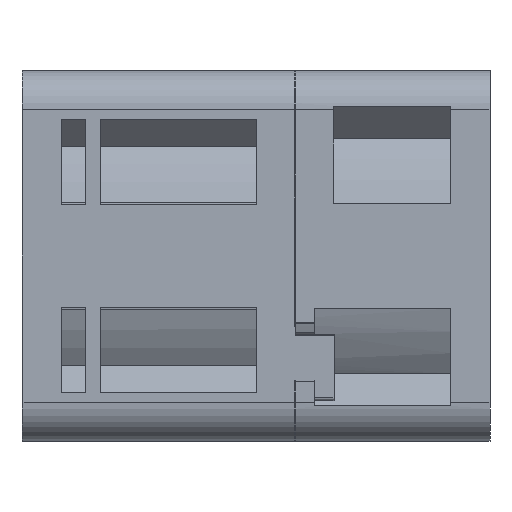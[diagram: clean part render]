
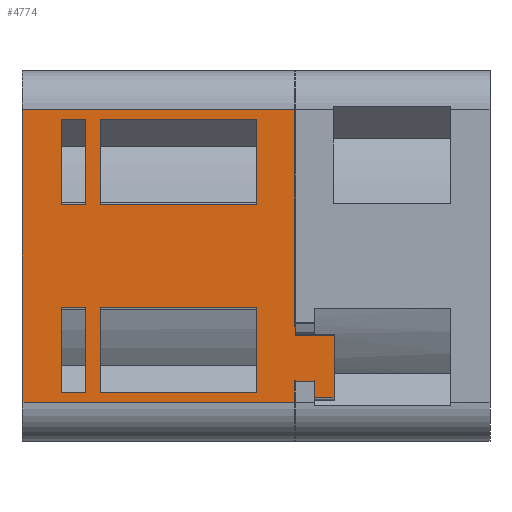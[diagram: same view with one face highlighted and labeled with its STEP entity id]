
A CAD part, left-side view. The second image highlights one B-rep face of the part: STEP entity #4774.
In plain terms, the highlighted planar face has unit normal (-1, 0, 0).
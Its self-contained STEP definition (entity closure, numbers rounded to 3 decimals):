
#486=DIRECTION('',(0.,0.,-1.));
#487=VECTOR('',#486,30.);
#488=CARTESIAN_POINT('',(-19.,28.,15.));
#489=LINE('',#488,#487);
#1054=DIRECTION('',(0.,-1.,0.));
#1055=VECTOR('',#1054,28.);
#1056=CARTESIAN_POINT('',(-19.,28.,-15.));
#1057=LINE('',#1056,#1055);
#1058=DIRECTION('',(0.,1.,0.));
#1059=VECTOR('',#1058,2.);
#1060=CARTESIAN_POINT('',(-19.,-2.,-12.9));
#1061=LINE('',#1060,#1059);
#1062=DIRECTION('',(0.,0.,-1.));
#1063=VECTOR('',#1062,2.1);
#1064=CARTESIAN_POINT('',(-19.,0.,-12.9));
#1065=LINE('',#1064,#1063);
#1066=DIRECTION('',(0.,0.,-1.));
#1067=VECTOR('',#1066,23.166);
#1068=CARTESIAN_POINT('',(-19.,0.,15.));
#1069=LINE('',#1068,#1067);
#1070=DIRECTION('',(0.,-1.,0.));
#1071=VECTOR('',#1070,4.);
#1072=CARTESIAN_POINT('',(-19.,0.,-8.166));
#1073=LINE('',#1072,#1071);
#1074=DIRECTION('',(0.,0.,-1.));
#1075=VECTOR('',#1074,8.8);
#1076=CARTESIAN_POINT('',(-19.,24.,-5.25));
#1077=LINE('',#1076,#1075);
#1078=DIRECTION('',(0.,-1.,0.));
#1079=VECTOR('',#1078,2.5);
#1080=CARTESIAN_POINT('',(-19.,24.,-14.05));
#1081=LINE('',#1080,#1079);
#1082=DIRECTION('',(0.,0.,1.));
#1083=VECTOR('',#1082,8.8);
#1084=CARTESIAN_POINT('',(-19.,21.5,-14.05));
#1085=LINE('',#1084,#1083);
#1086=DIRECTION('',(0.,0.,1.));
#1087=VECTOR('',#1086,8.8);
#1088=CARTESIAN_POINT('',(-19.,4.,5.25));
#1089=LINE('',#1088,#1087);
#1090=DIRECTION('',(0.,0.,-1.));
#1091=VECTOR('',#1090,8.8);
#1092=CARTESIAN_POINT('',(-19.,20.,14.05));
#1093=LINE('',#1092,#1091);
#1094=DIRECTION('',(0.,0.,1.));
#1095=VECTOR('',#1094,8.8);
#1096=CARTESIAN_POINT('',(-19.,4.,-14.05));
#1097=LINE('',#1096,#1095);
#1098=DIRECTION('',(0.,0.,-1.));
#1099=VECTOR('',#1098,8.8);
#1100=CARTESIAN_POINT('',(-19.,20.,-5.25));
#1101=LINE('',#1100,#1099);
#1102=DIRECTION('',(0.,-1.,0.));
#1103=VECTOR('',#1102,16.);
#1104=CARTESIAN_POINT('',(-19.,20.,-14.05));
#1105=LINE('',#1104,#1103);
#1106=DIRECTION('',(0.,0.,1.));
#1107=VECTOR('',#1106,8.8);
#1108=CARTESIAN_POINT('',(-19.,21.5,5.25));
#1109=LINE('',#1108,#1107);
#1110=DIRECTION('',(0.,0.,-1.));
#1111=VECTOR('',#1110,8.8);
#1112=CARTESIAN_POINT('',(-19.,24.,14.05));
#1113=LINE('',#1112,#1111);
#1114=DIRECTION('',(0.,0.,-1.));
#1115=VECTOR('',#1114,1.628);
#1116=CARTESIAN_POINT('',(-19.,-2.,-12.9));
#1117=LINE('',#1116,#1115);
#1141=DIRECTION('',(0.,-1.,0.));
#1142=VECTOR('',#1141,2.);
#1143=CARTESIAN_POINT('',(-19.,-2.,-14.528));
#1144=LINE('',#1143,#1142);
#1163=DIRECTION('',(0.,0.,1.));
#1164=VECTOR('',#1163,6.362);
#1165=CARTESIAN_POINT('',(-19.,-4.,-14.528));
#1166=LINE('',#1165,#1164);
#1201=DIRECTION('',(0.,1.,0.));
#1202=VECTOR('',#1201,28.);
#1203=CARTESIAN_POINT('',(-19.,0.,15.));
#1204=LINE('',#1203,#1202);
#1213=DIRECTION('',(0.,-1.,0.));
#1214=VECTOR('',#1213,2.5);
#1215=CARTESIAN_POINT('',(-19.,24.,-5.25));
#1216=LINE('',#1215,#1214);
#1249=DIRECTION('',(0.,1.,0.));
#1250=VECTOR('',#1249,16.);
#1251=CARTESIAN_POINT('',(-19.,4.,5.25));
#1252=LINE('',#1251,#1250);
#1271=DIRECTION('',(0.,-1.,0.));
#1272=VECTOR('',#1271,16.);
#1273=CARTESIAN_POINT('',(-19.,20.,14.05));
#1274=LINE('',#1273,#1272);
#1315=DIRECTION('',(0.,-1.,0.));
#1316=VECTOR('',#1315,16.);
#1317=CARTESIAN_POINT('',(-19.,20.,-5.25));
#1318=LINE('',#1317,#1316);
#1337=DIRECTION('',(0.,1.,0.));
#1338=VECTOR('',#1337,2.5);
#1339=CARTESIAN_POINT('',(-19.,21.5,5.25));
#1340=LINE('',#1339,#1338);
#1359=DIRECTION('',(0.,-1.,0.));
#1360=VECTOR('',#1359,2.5);
#1361=CARTESIAN_POINT('',(-19.,24.,14.05));
#1362=LINE('',#1361,#1360);
#2744=CARTESIAN_POINT('',(-19.,0.,-15.));
#2745=VERTEX_POINT('',#2744);
#2746=CARTESIAN_POINT('',(-19.,0.,-12.9));
#2747=VERTEX_POINT('',#2746);
#2754=CARTESIAN_POINT('',(-19.,0.,-8.166));
#2755=VERTEX_POINT('',#2754);
#2756=CARTESIAN_POINT('',(-19.,0.,15.));
#2757=VERTEX_POINT('',#2756);
#2834=CARTESIAN_POINT('',(-19.,28.,15.));
#2835=VERTEX_POINT('',#2834);
#2836=CARTESIAN_POINT('',(-19.,28.,-15.));
#2837=VERTEX_POINT('',#2836);
#3091=CARTESIAN_POINT('',(-19.,-2.,-12.9));
#3092=CARTESIAN_POINT('',(-19.,-2.,-14.528));
#3093=VERTEX_POINT('',#3091);
#3094=VERTEX_POINT('',#3092);
#3095=CARTESIAN_POINT('',(-19.,-4.,-8.166));
#3096=VERTEX_POINT('',#3095);
#3097=CARTESIAN_POINT('',(-19.,-4.,-14.528));
#3098=VERTEX_POINT('',#3097);
#3099=CARTESIAN_POINT('',(-19.,24.,-5.25));
#3100=CARTESIAN_POINT('',(-19.,21.5,-5.25));
#3101=VERTEX_POINT('',#3099);
#3102=VERTEX_POINT('',#3100);
#3103=CARTESIAN_POINT('',(-19.,24.,-14.05));
#3104=VERTEX_POINT('',#3103);
#3105=CARTESIAN_POINT('',(-19.,21.5,-14.05));
#3106=VERTEX_POINT('',#3105);
#3107=CARTESIAN_POINT('',(-19.,4.,5.25));
#3108=CARTESIAN_POINT('',(-19.,20.,5.25));
#3109=VERTEX_POINT('',#3107);
#3110=VERTEX_POINT('',#3108);
#3111=CARTESIAN_POINT('',(-19.,4.,14.05));
#3112=VERTEX_POINT('',#3111);
#3113=CARTESIAN_POINT('',(-19.,20.,14.05));
#3114=VERTEX_POINT('',#3113);
#3115=CARTESIAN_POINT('',(-19.,4.,-14.05));
#3116=CARTESIAN_POINT('',(-19.,4.,-5.25));
#3117=VERTEX_POINT('',#3115);
#3118=VERTEX_POINT('',#3116);
#3119=CARTESIAN_POINT('',(-19.,20.,-5.25));
#3120=VERTEX_POINT('',#3119);
#3121=CARTESIAN_POINT('',(-19.,20.,-14.05));
#3122=VERTEX_POINT('',#3121);
#3123=CARTESIAN_POINT('',(-19.,21.5,5.25));
#3124=CARTESIAN_POINT('',(-19.,24.,5.25));
#3125=VERTEX_POINT('',#3123);
#3126=VERTEX_POINT('',#3124);
#3127=CARTESIAN_POINT('',(-19.,21.5,14.05));
#3128=VERTEX_POINT('',#3127);
#3129=CARTESIAN_POINT('',(-19.,24.,14.05));
#3130=VERTEX_POINT('',#3129);
#4711=CARTESIAN_POINT('',(-19.,0.,-19.));
#4712=DIRECTION('',(1.,0.,0.));
#4713=DIRECTION('',(0.,0.,1.));
#4714=AXIS2_PLACEMENT_3D('',#4711,#4712,#4713);
#4715=PLANE('',#4714);
#4717=ORIENTED_EDGE('',*,*,#4716,.F.);
#4719=ORIENTED_EDGE('',*,*,#4718,.T.);
#4720=ORIENTED_EDGE('',*,*,#3541,.T.);
#4721=ORIENTED_EDGE('',*,*,#4706,.F.);
#4722=ORIENTED_EDGE('',*,*,#3949,.F.);
#4724=ORIENTED_EDGE('',*,*,#4723,.F.);
#4725=ORIENTED_EDGE('',*,*,#3551,.T.);
#4727=ORIENTED_EDGE('',*,*,#4726,.T.);
#4729=ORIENTED_EDGE('',*,*,#4728,.F.);
#4731=ORIENTED_EDGE('',*,*,#4730,.F.);
#4732=EDGE_LOOP('',(#4717,#4719,#4720,#4721,#4722,#4724,#4725,#4727,#4729,
#4731));
#4733=FACE_OUTER_BOUND('',#4732,.F.);
#4735=ORIENTED_EDGE('',*,*,#4734,.F.);
#4737=ORIENTED_EDGE('',*,*,#4736,.T.);
#4739=ORIENTED_EDGE('',*,*,#4738,.T.);
#4741=ORIENTED_EDGE('',*,*,#4740,.T.);
#4742=EDGE_LOOP('',(#4735,#4737,#4739,#4741));
#4743=FACE_BOUND('',#4742,.F.);
#4745=ORIENTED_EDGE('',*,*,#4744,.F.);
#4747=ORIENTED_EDGE('',*,*,#4746,.T.);
#4749=ORIENTED_EDGE('',*,*,#4748,.F.);
#4751=ORIENTED_EDGE('',*,*,#4750,.T.);
#4752=EDGE_LOOP('',(#4745,#4747,#4749,#4751));
#4753=FACE_BOUND('',#4752,.F.);
#4755=ORIENTED_EDGE('',*,*,#4754,.T.);
#4757=ORIENTED_EDGE('',*,*,#4756,.F.);
#4759=ORIENTED_EDGE('',*,*,#4758,.T.);
#4761=ORIENTED_EDGE('',*,*,#4760,.T.);
#4762=EDGE_LOOP('',(#4755,#4757,#4759,#4761));
#4763=FACE_BOUND('',#4762,.F.);
#4765=ORIENTED_EDGE('',*,*,#4764,.F.);
#4767=ORIENTED_EDGE('',*,*,#4766,.T.);
#4769=ORIENTED_EDGE('',*,*,#4768,.F.);
#4771=ORIENTED_EDGE('',*,*,#4770,.T.);
#4772=EDGE_LOOP('',(#4765,#4767,#4769,#4771));
#4773=FACE_BOUND('',#4772,.F.);
#4774=ADVANCED_FACE('',(#4733,#4743,#4753,#4763,#4773),#4715,.F.);
#3541=EDGE_CURVE('',#2747,#2745,#1065,.T.);
#3551=EDGE_CURVE('',#2757,#2755,#1069,.T.);
#3949=EDGE_CURVE('',#2835,#2837,#489,.T.);
#4706=EDGE_CURVE('',#2837,#2745,#1057,.T.);
#4716=EDGE_CURVE('',#3093,#3094,#1117,.T.);
#4718=EDGE_CURVE('',#3093,#2747,#1061,.T.);
#4723=EDGE_CURVE('',#2757,#2835,#1204,.T.);
#4726=EDGE_CURVE('',#2755,#3096,#1073,.T.);
#4728=EDGE_CURVE('',#3098,#3096,#1166,.T.);
#4730=EDGE_CURVE('',#3094,#3098,#1144,.T.);
#4734=EDGE_CURVE('',#3101,#3102,#1216,.T.);
#4736=EDGE_CURVE('',#3101,#3104,#1077,.T.);
#4738=EDGE_CURVE('',#3104,#3106,#1081,.T.);
#4740=EDGE_CURVE('',#3106,#3102,#1085,.T.);
#4744=EDGE_CURVE('',#3109,#3110,#1252,.T.);
#4746=EDGE_CURVE('',#3109,#3112,#1089,.T.);
#4748=EDGE_CURVE('',#3114,#3112,#1274,.T.);
#4750=EDGE_CURVE('',#3114,#3110,#1093,.T.);
#4754=EDGE_CURVE('',#3117,#3118,#1097,.T.);
#4756=EDGE_CURVE('',#3120,#3118,#1318,.T.);
#4758=EDGE_CURVE('',#3120,#3122,#1101,.T.);
#4760=EDGE_CURVE('',#3122,#3117,#1105,.T.);
#4764=EDGE_CURVE('',#3125,#3126,#1340,.T.);
#4766=EDGE_CURVE('',#3125,#3128,#1109,.T.);
#4768=EDGE_CURVE('',#3130,#3128,#1362,.T.);
#4770=EDGE_CURVE('',#3130,#3126,#1113,.T.);
